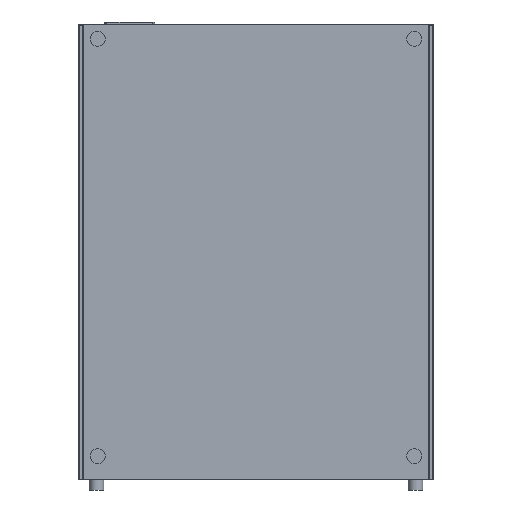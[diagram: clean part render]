
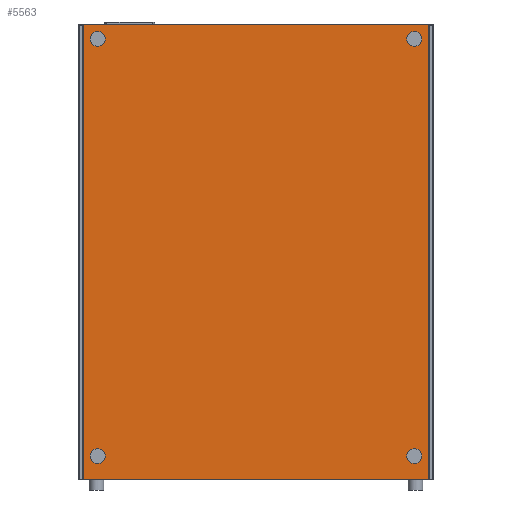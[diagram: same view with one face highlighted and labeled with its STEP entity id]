
A CAD part, front view. The second image highlights one B-rep face of the part: STEP entity #5563.
In plain terms, the highlighted planar face has unit normal (0, -1, 0).
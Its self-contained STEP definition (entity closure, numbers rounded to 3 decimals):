
#151=PLANE('',#5985);
#438=FACE_OUTER_BOUND('',#785,.T.);
#785=EDGE_LOOP('',(#4212,#4213,#4214,#4215));
#1204=LINE('',#8331,#1862);
#1208=LINE('',#8338,#1866);
#1211=LINE('',#8344,#1869);
#1212=LINE('',#8346,#1870);
#1862=VECTOR('',#6709,10.);
#1866=VECTOR('',#6715,10.);
#1869=VECTOR('',#6720,10.);
#1870=VECTOR('',#6723,10.);
#2632=VERTEX_POINT('',#8328);
#2633=VERTEX_POINT('',#8330);
#2635=VERTEX_POINT('',#8336);
#2637=VERTEX_POINT('',#8342);
#3220=EDGE_CURVE('',#2632,#2633,#1204,.T.);
#3224=EDGE_CURVE('',#2635,#2632,#1208,.T.);
#3227=EDGE_CURVE('',#2637,#2635,#1211,.T.);
#3228=EDGE_CURVE('',#2633,#2637,#1212,.T.);
#4212=ORIENTED_EDGE('',*,*,#3228,.F.);
#4213=ORIENTED_EDGE('',*,*,#3220,.F.);
#4214=ORIENTED_EDGE('',*,*,#3224,.F.);
#4215=ORIENTED_EDGE('',*,*,#3227,.F.);
#5563=ADVANCED_FACE('',(#438),#151,.F.);
#5985=AXIS2_PLACEMENT_3D('',#8349,#6727,#6728);
#6709=DIRECTION('',(0.,0.,-1.));
#6715=DIRECTION('',(1.,0.,0.));
#6720=DIRECTION('',(0.,0.,1.));
#6723=DIRECTION('',(-1.,0.,0.));
#6727=DIRECTION('center_axis',(0.,1.,0.));
#6728=DIRECTION('ref_axis',(0.,0.,1.));
#8328=CARTESIAN_POINT('',(290.,0.,382.5));
#8330=CARTESIAN_POINT('',(290.,0.,-382.5));
#8331=CARTESIAN_POINT('',(290.,0.,382.5));
#8336=CARTESIAN_POINT('',(-290.,0.,382.5));
#8338=CARTESIAN_POINT('',(-290.,0.,382.5));
#8342=CARTESIAN_POINT('',(-290.,0.,-382.5));
#8344=CARTESIAN_POINT('',(-290.,0.,-382.5));
#8346=CARTESIAN_POINT('',(290.,0.,-382.5));
#8349=CARTESIAN_POINT('Origin',(0.,0.,0.));
